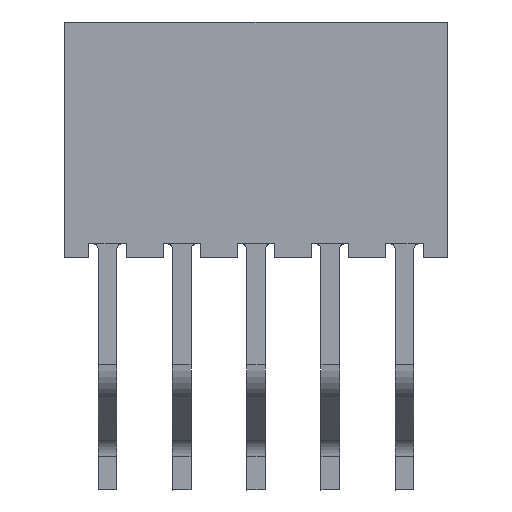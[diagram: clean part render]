
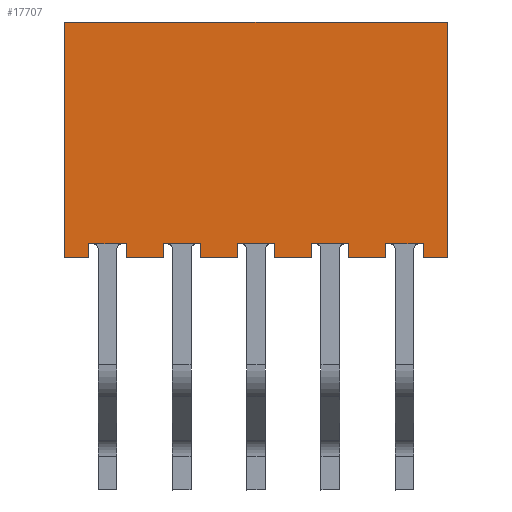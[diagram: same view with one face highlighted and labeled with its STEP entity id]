
A CAD part, top view. The second image highlights one B-rep face of the part: STEP entity #17707.
In plain terms, the highlighted planar face has unit normal (0, 0, 1).
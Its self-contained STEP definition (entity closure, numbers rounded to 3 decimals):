
#534=PLANE('',#18910);
#1394=FACE_OUTER_BOUND('',#2264,.T.);
#2264=EDGE_LOOP('',(#14474,#14475,#14476,#14477,#14478,#14479,#14480,#14481,
#14482,#14483,#14484,#14485,#14486,#14487,#14488,#14489,#14490,#14491,#14492,
#14493,#14494,#14495,#14496,#14497));
#3984=LINE('',#27862,#6036);
#4049=LINE('',#27992,#6101);
#4050=LINE('',#27994,#6102);
#4051=LINE('',#27996,#6103);
#4052=LINE('',#27998,#6104);
#4053=LINE('',#28000,#6105);
#4054=LINE('',#28002,#6106);
#4055=LINE('',#28004,#6107);
#4056=LINE('',#28006,#6108);
#4057=LINE('',#28008,#6109);
#4058=LINE('',#28010,#6110);
#4059=LINE('',#28012,#6111);
#4060=LINE('',#28014,#6112);
#4061=LINE('',#28016,#6113);
#4062=LINE('',#28018,#6114);
#4063=LINE('',#28020,#6115);
#4064=LINE('',#28022,#6116);
#4065=LINE('',#28024,#6117);
#4066=LINE('',#28026,#6118);
#4067=LINE('',#28028,#6119);
#4068=LINE('',#28030,#6120);
#4069=LINE('',#28032,#6121);
#4070=LINE('',#28034,#6122);
#4071=LINE('',#28035,#6123);
#6036=VECTOR('',#22318,1.);
#6101=VECTOR('',#22387,1.);
#6102=VECTOR('',#22388,1.);
#6103=VECTOR('',#22389,1.);
#6104=VECTOR('',#22390,1.);
#6105=VECTOR('',#22391,1.);
#6106=VECTOR('',#22392,1.);
#6107=VECTOR('',#22393,1.);
#6108=VECTOR('',#22394,1.);
#6109=VECTOR('',#22395,1.);
#6110=VECTOR('',#22396,1.);
#6111=VECTOR('',#22397,1.);
#6112=VECTOR('',#22398,1.);
#6113=VECTOR('',#22399,1.);
#6114=VECTOR('',#22400,1.);
#6115=VECTOR('',#22401,1.);
#6116=VECTOR('',#22402,1.);
#6117=VECTOR('',#22403,1.);
#6118=VECTOR('',#22404,1.);
#6119=VECTOR('',#22405,1.);
#6120=VECTOR('',#22406,1.);
#6121=VECTOR('',#22407,1.);
#6122=VECTOR('',#22408,1.);
#6123=VECTOR('',#22409,1.);
#8320=VERTEX_POINT('',#27859);
#8321=VERTEX_POINT('',#27861);
#8384=VERTEX_POINT('',#27991);
#8385=VERTEX_POINT('',#27993);
#8386=VERTEX_POINT('',#27995);
#8387=VERTEX_POINT('',#27997);
#8388=VERTEX_POINT('',#27999);
#8389=VERTEX_POINT('',#28001);
#8390=VERTEX_POINT('',#28003);
#8391=VERTEX_POINT('',#28005);
#8392=VERTEX_POINT('',#28007);
#8393=VERTEX_POINT('',#28009);
#8394=VERTEX_POINT('',#28011);
#8395=VERTEX_POINT('',#28013);
#8396=VERTEX_POINT('',#28015);
#8397=VERTEX_POINT('',#28017);
#8398=VERTEX_POINT('',#28019);
#8399=VERTEX_POINT('',#28021);
#8400=VERTEX_POINT('',#28023);
#8401=VERTEX_POINT('',#28025);
#8402=VERTEX_POINT('',#28027);
#8403=VERTEX_POINT('',#28029);
#8404=VERTEX_POINT('',#28031);
#8405=VERTEX_POINT('',#28033);
#10496=EDGE_CURVE('',#8320,#8321,#3984,.T.);
#10561=EDGE_CURVE('',#8320,#8384,#4049,.T.);
#10562=EDGE_CURVE('',#8384,#8385,#4050,.T.);
#10563=EDGE_CURVE('',#8386,#8385,#4051,.T.);
#10564=EDGE_CURVE('',#8387,#8386,#4052,.T.);
#10565=EDGE_CURVE('',#8388,#8387,#4053,.T.);
#10566=EDGE_CURVE('',#8388,#8389,#4054,.T.);
#10567=EDGE_CURVE('',#8390,#8389,#4055,.T.);
#10568=EDGE_CURVE('',#8391,#8390,#4056,.T.);
#10569=EDGE_CURVE('',#8392,#8391,#4057,.T.);
#10570=EDGE_CURVE('',#8392,#8393,#4058,.T.);
#10571=EDGE_CURVE('',#8394,#8393,#4059,.T.);
#10572=EDGE_CURVE('',#8395,#8394,#4060,.T.);
#10573=EDGE_CURVE('',#8396,#8395,#4061,.T.);
#10574=EDGE_CURVE('',#8396,#8397,#4062,.T.);
#10575=EDGE_CURVE('',#8398,#8397,#4063,.T.);
#10576=EDGE_CURVE('',#8399,#8398,#4064,.T.);
#10577=EDGE_CURVE('',#8400,#8399,#4065,.T.);
#10578=EDGE_CURVE('',#8400,#8401,#4066,.T.);
#10579=EDGE_CURVE('',#8402,#8401,#4067,.T.);
#10580=EDGE_CURVE('',#8403,#8402,#4068,.T.);
#10581=EDGE_CURVE('',#8404,#8403,#4069,.T.);
#10582=EDGE_CURVE('',#8404,#8405,#4070,.T.);
#10583=EDGE_CURVE('',#8321,#8405,#4071,.T.);
#14474=ORIENTED_EDGE('',*,*,#10496,.F.);
#14475=ORIENTED_EDGE('',*,*,#10561,.T.);
#14476=ORIENTED_EDGE('',*,*,#10562,.T.);
#14477=ORIENTED_EDGE('',*,*,#10563,.F.);
#14478=ORIENTED_EDGE('',*,*,#10564,.F.);
#14479=ORIENTED_EDGE('',*,*,#10565,.F.);
#14480=ORIENTED_EDGE('',*,*,#10566,.T.);
#14481=ORIENTED_EDGE('',*,*,#10567,.F.);
#14482=ORIENTED_EDGE('',*,*,#10568,.F.);
#14483=ORIENTED_EDGE('',*,*,#10569,.F.);
#14484=ORIENTED_EDGE('',*,*,#10570,.T.);
#14485=ORIENTED_EDGE('',*,*,#10571,.F.);
#14486=ORIENTED_EDGE('',*,*,#10572,.F.);
#14487=ORIENTED_EDGE('',*,*,#10573,.F.);
#14488=ORIENTED_EDGE('',*,*,#10574,.T.);
#14489=ORIENTED_EDGE('',*,*,#10575,.F.);
#14490=ORIENTED_EDGE('',*,*,#10576,.F.);
#14491=ORIENTED_EDGE('',*,*,#10577,.F.);
#14492=ORIENTED_EDGE('',*,*,#10578,.T.);
#14493=ORIENTED_EDGE('',*,*,#10579,.F.);
#14494=ORIENTED_EDGE('',*,*,#10580,.F.);
#14495=ORIENTED_EDGE('',*,*,#10581,.F.);
#14496=ORIENTED_EDGE('',*,*,#10582,.T.);
#14497=ORIENTED_EDGE('',*,*,#10583,.F.);
#17707=ADVANCED_FACE('',(#1394),#534,.F.);
#18910=AXIS2_PLACEMENT_3D('',#27990,#22385,#22386);
#22318=DIRECTION('',(1.,0.,0.));
#22385=DIRECTION('center_axis',(0.,0.,
-1.));
#22386=DIRECTION('ref_axis',(1.,0.,0.));
#22387=DIRECTION('',(0.,-1.,0.));
#22388=DIRECTION('',(1.,0.,0.));
#22389=DIRECTION('',(0.,-1.,0.));
#22390=DIRECTION('',(-1.,0.,0.));
#22391=DIRECTION('',(0.,1.,0.));
#22392=DIRECTION('',(1.,0.,0.));
#22393=DIRECTION('',(0.,-1.,0.));
#22394=DIRECTION('',(-1.,0.,0.));
#22395=DIRECTION('',(0.,1.,0.));
#22396=DIRECTION('',(1.,0.,0.));
#22397=DIRECTION('',(0.,-1.,0.));
#22398=DIRECTION('',(-1.,0.,0.));
#22399=DIRECTION('',(0.,1.,0.));
#22400=DIRECTION('',(1.,0.,0.));
#22401=DIRECTION('',(0.,-1.,0.));
#22402=DIRECTION('',(-1.,0.,0.));
#22403=DIRECTION('',(0.,1.,0.));
#22404=DIRECTION('',(1.,0.,0.));
#22405=DIRECTION('',(0.,-1.,0.));
#22406=DIRECTION('',(-1.,0.,0.));
#22407=DIRECTION('',(0.,1.,0.));
#22408=DIRECTION('',(1.,0.,0.));
#22409=DIRECTION('',(0.,-1.,0.));
#27859=CARTESIAN_POINT('',(-157.606,9.283,3.815));
#27861=CARTESIAN_POINT('',(-147.306,9.283,3.815));
#27862=CARTESIAN_POINT('',(-163.606,9.283,3.815));
#27990=CARTESIAN_POINT('Origin',(-163.606,9.283,3.815));
#27991=CARTESIAN_POINT('',(-157.606,2.933,3.815));
#27992=CARTESIAN_POINT('',(-157.606,9.283,3.815));
#27993=CARTESIAN_POINT('',(-156.956,2.933,3.815));
#27994=CARTESIAN_POINT('',(-157.606,2.933,3.815));
#27995=CARTESIAN_POINT('',(-156.956,3.313,3.815));
#27996=CARTESIAN_POINT('',(-156.956,3.313,3.815));
#27997=CARTESIAN_POINT('',(-155.956,3.313,3.815));
#27998=CARTESIAN_POINT('',(-156.956,3.313,3.815));
#27999=CARTESIAN_POINT('',(-155.956,2.933,3.815));
#28000=CARTESIAN_POINT('',(-155.956,3.313,3.815));
#28001=CARTESIAN_POINT('',(-154.956,2.933,3.815));
#28002=CARTESIAN_POINT('',(-157.606,2.933,3.815));
#28003=CARTESIAN_POINT('',(-154.956,3.313,3.815));
#28004=CARTESIAN_POINT('',(-154.956,3.313,3.815));
#28005=CARTESIAN_POINT('',(-153.956,3.313,3.815));
#28006=CARTESIAN_POINT('',(-154.956,3.313,3.815));
#28007=CARTESIAN_POINT('',(-153.956,2.933,3.815));
#28008=CARTESIAN_POINT('',(-153.956,3.313,3.815));
#28009=CARTESIAN_POINT('',(-152.956,2.933,3.815));
#28010=CARTESIAN_POINT('',(-157.606,2.933,3.815));
#28011=CARTESIAN_POINT('',(-152.956,3.313,3.815));
#28012=CARTESIAN_POINT('',(-152.956,3.313,3.815));
#28013=CARTESIAN_POINT('',(-151.956,3.313,3.815));
#28014=CARTESIAN_POINT('',(-152.956,3.313,3.815));
#28015=CARTESIAN_POINT('',(-151.956,2.933,3.815));
#28016=CARTESIAN_POINT('',(-151.956,3.313,3.815));
#28017=CARTESIAN_POINT('',(-150.956,2.933,3.815));
#28018=CARTESIAN_POINT('',(-163.606,2.933,3.815));
#28019=CARTESIAN_POINT('',(-150.956,3.313,3.815));
#28020=CARTESIAN_POINT('',(-150.956,3.313,3.815));
#28021=CARTESIAN_POINT('',(-149.956,3.313,3.815));
#28022=CARTESIAN_POINT('',(-150.956,3.313,3.815));
#28023=CARTESIAN_POINT('',(-149.956,2.933,3.815));
#28024=CARTESIAN_POINT('',(-149.956,3.313,3.815));
#28025=CARTESIAN_POINT('',(-148.956,2.933,3.815));
#28026=CARTESIAN_POINT('',(-163.606,2.933,3.815));
#28027=CARTESIAN_POINT('',(-148.956,3.313,3.815));
#28028=CARTESIAN_POINT('',(-148.956,3.313,3.815));
#28029=CARTESIAN_POINT('',(-147.956,3.313,3.815));
#28030=CARTESIAN_POINT('',(-148.956,3.313,3.815));
#28031=CARTESIAN_POINT('',(-147.956,2.933,3.815));
#28032=CARTESIAN_POINT('',(-147.956,3.313,3.815));
#28033=CARTESIAN_POINT('',(-147.306,2.933,3.815));
#28034=CARTESIAN_POINT('',(-163.606,2.933,3.815));
#28035=CARTESIAN_POINT('',(-147.306,9.283,3.815));
